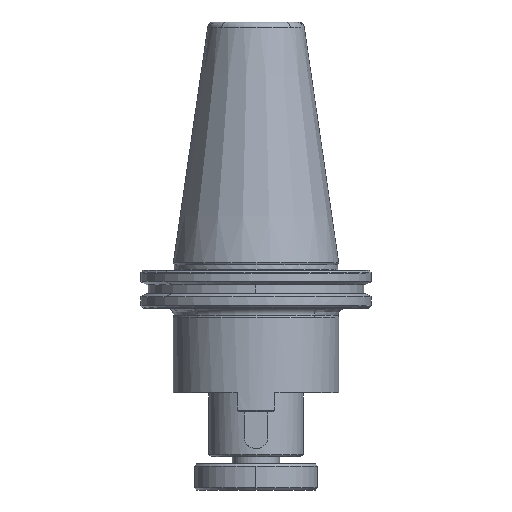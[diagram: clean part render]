
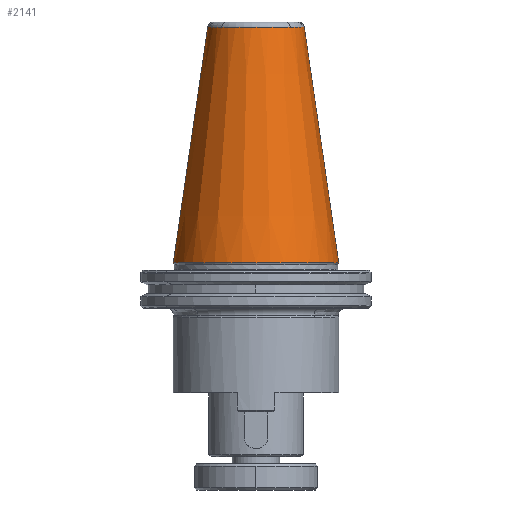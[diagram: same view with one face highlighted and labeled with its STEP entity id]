
A CAD part, front view. The second image highlights one B-rep face of the part: STEP entity #2141.
In plain terms, the highlighted conical face has half-angle 8.297 degrees and reference radius 34.925 mm.
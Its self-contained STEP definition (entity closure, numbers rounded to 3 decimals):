
#69 = VERTEX_POINT ( 'NONE', #1506 ) ;
#73 = LINE ( 'NONE', #2881, #2027 ) ;
#78 = VERTEX_POINT ( 'NONE', #1474 ) ;
#219 = CARTESIAN_POINT ( 'NONE',  ( 87.228, 190.091, 223.8 ) ) ;
#241 = CARTESIAN_POINT ( 'NONE',  ( 101.755, 190.091, 323.411 ) ) ;
#310 = DIRECTION ( 'NONE',  ( -1., 0., 0. ) ) ;
#345 = DIRECTION ( 'NONE',  ( -1., 0., 0. ) ) ;
#407 = CARTESIAN_POINT ( 'NONE',  ( 122.153, 190.091, 323.411 ) ) ;
#459 = EDGE_LOOP ( 'NONE', ( #948, #4782, #3694, #1602, #1193, #1268 ) ) ;
#495 = EDGE_CURVE ( 'NONE', #3698, #78, #73, .T. ) ;
#667 = AXIS2_PLACEMENT_3D ( 'NONE', #3044, #2682, #310 ) ;
#691 = CARTESIAN_POINT ( 'NONE',  ( 122.153, 190.091, 323.411 ) ) ;
#693 = VERTEX_POINT ( 'NONE', #241 ) ;
#779 = CARTESIAN_POINT ( 'NONE',  ( 87.228, 190.091, 223.8 ) ) ;
#826 = CARTESIAN_POINT ( 'NONE',  ( 136.577, 175.667, 323.411 ) ) ;
#829 = CIRCLE ( 'NONE', #4655, 20.398 ) ;
#868 = CARTESIAN_POINT ( 'NONE',  ( 122.153, 190.091, 323.411 ) ) ;
#948 = ORIENTED_EDGE ( 'NONE', *, *, #495, .F. ) ;
#995 = CONICAL_SURFACE ( 'NONE', #667, 34.925, 0.145 ) ;
#1080 = DIRECTION ( 'NONE',  ( -1., 0., 0. ) ) ;
#1193 = ORIENTED_EDGE ( 'NONE', *, *, #3852, .T. ) ;
#1255 = DIRECTION ( 'NONE',  ( 1., 0., 0. ) ) ;
#1268 = ORIENTED_EDGE ( 'NONE', *, *, #3719, .T. ) ;
#1432 = VECTOR ( 'NONE', #2160, 1000. ) ;
#1474 = CARTESIAN_POINT ( 'NONE',  ( 157.078, 190.091, 223.8 ) ) ;
#1506 = CARTESIAN_POINT ( 'NONE',  ( 107.729, 175.667, 323.411 ) ) ;
#1602 = ORIENTED_EDGE ( 'NONE', *, *, #4871, .T. ) ;
#1718 = AXIS2_PLACEMENT_3D ( 'NONE', #407, #3125, #3645 ) ;
#1722 = CIRCLE ( 'NONE', #1718, 20.398 ) ;
#1827 = EDGE_CURVE ( 'NONE', #3698, #4179, #1722, .T. ) ;
#1861 = DIRECTION ( 'NONE',  ( 0.144, 0., -0.99 ) ) ;
#2027 = VECTOR ( 'NONE', #1861, 1000. ) ;
#2141 = ADVANCED_FACE ( 'NONE', ( #3184 ), #995, .T. ) ;
#2160 = DIRECTION ( 'NONE',  ( -0.144, 0., -0.99 ) ) ;
#2288 = EDGE_CURVE ( 'NONE', #69, #4179, #2823, .T. ) ;
#2682 = DIRECTION ( 'NONE',  ( 0., 0., -1. ) ) ;
#2687 = DIRECTION ( 'NONE',  ( 0., 0., 1. ) ) ;
#2703 = AXIS2_PLACEMENT_3D ( 'NONE', #5001, #2687, #345 ) ;
#2823 = CIRCLE ( 'NONE', #3779, 20.398 ) ;
#2881 = CARTESIAN_POINT ( 'NONE',  ( 157.078, 190.091, 223.8 ) ) ;
#3044 = CARTESIAN_POINT ( 'NONE',  ( 122.153, 190.091, 223.8 ) ) ;
#3125 = DIRECTION ( 'NONE',  ( 0., 0., -1. ) ) ;
#3184 = FACE_OUTER_BOUND ( 'NONE', #459, .T. ) ;
#3412 = DIRECTION ( 'NONE',  ( 0., 0., -1. ) ) ;
#3588 = DIRECTION ( 'NONE',  ( 0., 0., 1. ) ) ;
#3625 = VERTEX_POINT ( 'NONE', #779 ) ;
#3645 = DIRECTION ( 'NONE',  ( -1., 0., 0. ) ) ;
#3694 = ORIENTED_EDGE ( 'NONE', *, *, #2288, .F. ) ;
#3698 = VERTEX_POINT ( 'NONE', #4598 ) ;
#3719 = EDGE_CURVE ( 'NONE', #3625, #78, #3991, .T. ) ;
#3779 = AXIS2_PLACEMENT_3D ( 'NONE', #868, #3588, #1255 ) ;
#3852 = EDGE_CURVE ( 'NONE', #693, #3625, #4540, .T. ) ;
#3991 = CIRCLE ( 'NONE', #2703, 34.925 ) ;
#4179 = VERTEX_POINT ( 'NONE', #826 ) ;
#4540 = LINE ( 'NONE', #219, #1432 ) ;
#4598 = CARTESIAN_POINT ( 'NONE',  ( 142.551, 190.091, 323.411 ) ) ;
#4655 = AXIS2_PLACEMENT_3D ( 'NONE', #691, #3412, #1080 ) ;
#4782 = ORIENTED_EDGE ( 'NONE', *, *, #1827, .T. ) ;
#4871 = EDGE_CURVE ( 'NONE', #69, #693, #829, .T. ) ;
#5001 = CARTESIAN_POINT ( 'NONE',  ( 122.153, 190.091, 223.8 ) ) ;
